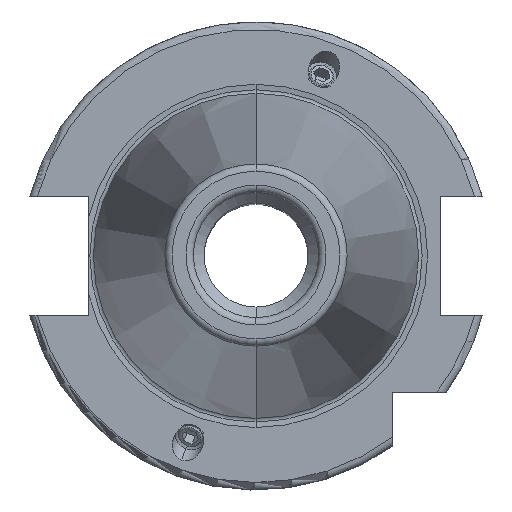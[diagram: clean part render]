
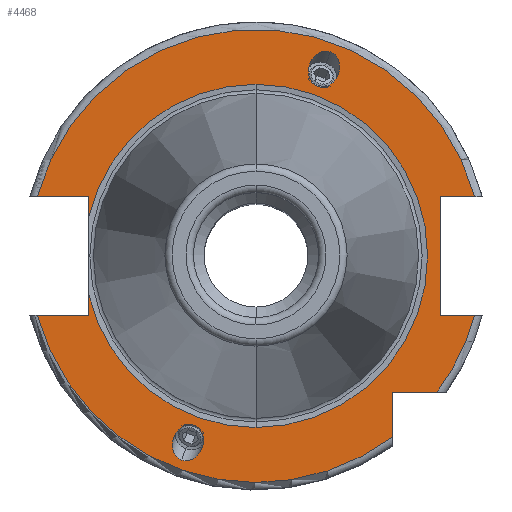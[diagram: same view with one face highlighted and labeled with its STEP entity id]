
A CAD part, top view. The second image highlights one B-rep face of the part: STEP entity #4468.
In plain terms, the highlighted planar face has unit normal (0, 0, 1).
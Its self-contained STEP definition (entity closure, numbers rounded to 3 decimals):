
#1255=DIRECTION('',(1,0,0));
#1256=VECTOR('',#1255,7.004);
#1257=CARTESIAN_POINT('',(-29.704,-8.05,18.1));
#1258=LINE('',#1257,#1256);
#1259=DIRECTION('',(0,1,0));
#1260=VECTOR('',#1259,2.753);
#1261=CARTESIAN_POINT('',(-22.7,-8.05,18.1));
#1262=LINE('',#1261,#1260);
#1263=DIRECTION('',(0,1,0));
#1264=VECTOR('',#1263,2.753);
#1265=CARTESIAN_POINT('',(-22.7,5.297,18.1));
#1266=LINE('',#1265,#1264);
#1267=DIRECTION('',(1,0,0));
#1268=VECTOR('',#1267,7.004);
#1269=CARTESIAN_POINT('',(-29.704,8.05,18.1));
#1270=LINE('',#1269,#1268);
#1271=DIRECTION('',(-1,0,0));
#1272=VECTOR('',#1271,4.704);
#1273=CARTESIAN_POINT('',(29.704,8.05,18.1));
#1274=LINE('',#1273,#1272);
#1275=DIRECTION('',(0,-1,0));
#1276=VECTOR('',#1275,16.1);
#1277=CARTESIAN_POINT('',(25,8.05,18.1));
#1278=LINE('',#1277,#1276);
#1279=DIRECTION('',(-1,0,0));
#1280=VECTOR('',#1279,4.704);
#1281=CARTESIAN_POINT('',(29.704,-8.05,18.1));
#1282=LINE('',#1281,#1280);
#1283=CARTESIAN_POINT('',(0,0,18.1));
#1284=DIRECTION('',(0,0,1));
#1285=DIRECTION('',(0.799,-0.601,0));
#1286=AXIS2_PLACEMENT_3D('',#1283,#1284,#1285);
#1288=DIRECTION('',(-1,0,0));
#1289=VECTOR('',#1288,6.094);
#1290=CARTESIAN_POINT('',(24.594,-18.5,18.1));
#1291=LINE('',#1290,#1289);
#1292=DIRECTION('',(0,1,0));
#1293=VECTOR('',#1292,6.094);
#1294=CARTESIAN_POINT('',(18.5,-24.594,18.1));
#1295=LINE('',#1294,#1293);
#1296=CARTESIAN_POINT('',(10.09,27.723,18.1));
#1297=CARTESIAN_POINT('',(9.863,27.806,18.1));
#1298=CARTESIAN_POINT('',(9.337,27.884,18.1));
#1299=CARTESIAN_POINT('',(8.455,27.594,18.1));
#1300=CARTESIAN_POINT('',(7.834,27.033,18.1));
#1301=CARTESIAN_POINT('',(7.483,26.49,18.1));
#1302=CARTESIAN_POINT('',(7.298,26.077,18.1));
#1303=CARTESIAN_POINT('',(7.174,25.641,18.1));
#1304=CARTESIAN_POINT('',(7.094,25.,18.1));
#1305=CARTESIAN_POINT('',(7.208,24.17,18.1));
#1306=CARTESIAN_POINT('',(7.698,23.381,18.1));
#1307=CARTESIAN_POINT('',(8.152,23.103,18.1));
#1308=CARTESIAN_POINT('',(8.379,23.02,18.1));
#1310=CARTESIAN_POINT('',(8.379,23.02,18.1));
#1311=CARTESIAN_POINT('',(8.606,22.937,18.1));
#1312=CARTESIAN_POINT('',(9.133,22.859,18.1));
#1313=CARTESIAN_POINT('',(10.014,23.149,18.1));
#1314=CARTESIAN_POINT('',(10.635,23.711,18.1));
#1315=CARTESIAN_POINT('',(10.986,24.253,18.1));
#1316=CARTESIAN_POINT('',(11.171,24.667,18.1));
#1317=CARTESIAN_POINT('',(11.295,25.103,18.1));
#1318=CARTESIAN_POINT('',(11.375,25.744,18.1));
#1319=CARTESIAN_POINT('',(11.261,26.573,18.1));
#1320=CARTESIAN_POINT('',(10.771,27.362,18.1));
#1321=CARTESIAN_POINT('',(10.318,27.641,18.1));
#1322=CARTESIAN_POINT('',(10.09,27.723,18.1));
#1324=CARTESIAN_POINT('',(-10.09,-27.723,18.1));
#1325=CARTESIAN_POINT('',(-10.318,-27.641,18.1));
#1326=CARTESIAN_POINT('',(-10.771,-27.362,18.1));
#1327=CARTESIAN_POINT('',(-11.261,-26.573,18.1));
#1328=CARTESIAN_POINT('',(-11.375,-25.744,18.1));
#1329=CARTESIAN_POINT('',(-11.295,-25.103,18.1));
#1330=CARTESIAN_POINT('',(-11.171,-24.667,18.1));
#1331=CARTESIAN_POINT('',(-10.986,-24.253,18.1));
#1332=CARTESIAN_POINT('',(-10.635,-23.711,18.1));
#1333=CARTESIAN_POINT('',(-10.014,-23.149,18.1));
#1334=CARTESIAN_POINT('',(-9.133,-22.859,18.1));
#1335=CARTESIAN_POINT('',(-8.606,-22.937,18.1));
#1336=CARTESIAN_POINT('',(-8.379,-23.02,18.1));
#1338=CARTESIAN_POINT('',(-8.379,-23.02,18.1));
#1339=CARTESIAN_POINT('',(-8.152,-23.103,18.1));
#1340=CARTESIAN_POINT('',(-7.698,-23.381,18.1));
#1341=CARTESIAN_POINT('',(-7.208,-24.17,18.1));
#1342=CARTESIAN_POINT('',(-7.094,-25.,18.1));
#1343=CARTESIAN_POINT('',(-7.174,-25.641,18.1));
#1344=CARTESIAN_POINT('',(-7.298,-26.077,18.1));
#1345=CARTESIAN_POINT('',(-7.483,-26.49,18.1));
#1346=CARTESIAN_POINT('',(-7.834,-27.033,18.1));
#1347=CARTESIAN_POINT('',(-8.455,-27.594,18.1));
#1348=CARTESIAN_POINT('',(-9.337,-27.884,18.1));
#1349=CARTESIAN_POINT('',(-9.863,-27.806,18.1));
#1350=CARTESIAN_POINT('',(-10.09,-27.723,18.1));
#1360=CARTESIAN_POINT('',(0,0,18.1));
#1361=DIRECTION('',(0,0,1));
#1362=DIRECTION('',(0,1,0));
#1363=AXIS2_PLACEMENT_3D('',#1360,#1361,#1362);
#1373=CARTESIAN_POINT('',(0,0,18.1));
#1374=DIRECTION('',(0,0,1));
#1375=DIRECTION('',(-0.974,-0.227,0));
#1376=AXIS2_PLACEMENT_3D('',#1373,#1374,#1375);
#1378=CARTESIAN_POINT('',(0,0,18.1));
#1379=DIRECTION('',(0,0,-1));
#1380=DIRECTION('',(0,1,0));
#1381=AXIS2_PLACEMENT_3D('',#1378,#1379,#1380);
#2180=CARTESIAN_POINT('',(0,0,18.1));
#2181=DIRECTION('',(0,0,1));
#2182=DIRECTION('',(0.965,0.262,0));
#2183=AXIS2_PLACEMENT_3D('',#2180,#2181,#2182);
#2231=CARTESIAN_POINT('',(0,0,18.1));
#2232=DIRECTION('',(0,0,1));
#2233=DIRECTION('',(-0.965,-0.262,0));
#2234=AXIS2_PLACEMENT_3D('',#2231,#2232,#2233);
#2910=CARTESIAN_POINT('',(-29.704,-8.05,18.1));
#2911=CARTESIAN_POINT('',(-22.7,-8.05,18.1));
#2912=VERTEX_POINT('',#2910);
#2913=VERTEX_POINT('',#2911);
#2914=CARTESIAN_POINT('',(-22.7,-5.297,18.1));
#2915=VERTEX_POINT('',#2914);
#2916=CARTESIAN_POINT('',(-22.7,5.297,18.1));
#2917=CARTESIAN_POINT('',(-22.7,8.05,18.1));
#2918=VERTEX_POINT('',#2916);
#2919=VERTEX_POINT('',#2917);
#2920=CARTESIAN_POINT('',(-29.704,8.05,18.1));
#2921=VERTEX_POINT('',#2920);
#2922=CARTESIAN_POINT('',(25,8.05,18.1));
#2923=CARTESIAN_POINT('',(25,-8.05,18.1));
#2924=VERTEX_POINT('',#2922);
#2925=VERTEX_POINT('',#2923);
#2926=CARTESIAN_POINT('',(29.704,-8.05,18.1));
#2927=VERTEX_POINT('',#2926);
#2928=CARTESIAN_POINT('',(29.704,8.05,18.1));
#2929=VERTEX_POINT('',#2928);
#2930=CARTESIAN_POINT('',(18.5,-24.594,18.1));
#2931=CARTESIAN_POINT('',(18.5,-18.5,18.1));
#2932=VERTEX_POINT('',#2930);
#2933=VERTEX_POINT('',#2931);
#2934=CARTESIAN_POINT('',(24.594,-18.5,18.1));
#2935=VERTEX_POINT('',#2934);
#3022=VERTEX_POINT('',#1296);
#3023=VERTEX_POINT('',#1308);
#3073=CARTESIAN_POINT('',(-10.09,-27.723,18.1));
#3075=VERTEX_POINT('',#3073);
#3080=CARTESIAN_POINT('',(-8.379,-23.02,18.1));
#3081=VERTEX_POINT('',#3080);
#3128=CARTESIAN_POINT('',(0,23.31,18.1));
#3129=VERTEX_POINT('',#3128);
#3130=CARTESIAN_POINT('',(0,-23.31,18.1));
#3131=VERTEX_POINT('',#3130);
#4427=CARTESIAN_POINT('',(0,0,18.1));
#4428=DIRECTION('',(0,0,-1));
#4429=DIRECTION('',(0,-1,0));
#4430=AXIS2_PLACEMENT_3D('',#4427,#4428,#4429);
#4431=PLANE('',#4430);
#4432=ORIENTED_EDGE('',*,*,#4297,.T.);
#4433=ORIENTED_EDGE('',*,*,#4321,.T.);
#4435=ORIENTED_EDGE('',*,*,#4434,.T.);
#4437=ORIENTED_EDGE('',*,*,#4436,.F.);
#4439=ORIENTED_EDGE('',*,*,#4438,.T.);
#4440=ORIENTED_EDGE('',*,*,#4317,.T.);
#4441=ORIENTED_EDGE('',*,*,#4344,.F.);
#4443=ORIENTED_EDGE('',*,*,#4442,.F.);
#4444=ORIENTED_EDGE('',*,*,#4393,.T.);
#4445=ORIENTED_EDGE('',*,*,#4415,.T.);
#4446=ORIENTED_EDGE('',*,*,#3551,.F.);
#4448=ORIENTED_EDGE('',*,*,#4447,.F.);
#4449=ORIENTED_EDGE('',*,*,#4149,.T.);
#4451=ORIENTED_EDGE('',*,*,#4450,.F.);
#4453=ORIENTED_EDGE('',*,*,#4452,.F.);
#4454=EDGE_LOOP('',(#4432,#4433,#4435,#4437,#4439,#4440,#4441,#4443,#4444,#4445,
#4446,#4448,#4449,#4451,#4453));
#4455=FACE_OUTER_BOUND('',#4454,.F.);
#4457=ORIENTED_EDGE('',*,*,#4456,.T.);
#4459=ORIENTED_EDGE('',*,*,#4458,.T.);
#4460=EDGE_LOOP('',(#4457,#4459));
#4461=FACE_BOUND('',#4460,.F.);
#4463=ORIENTED_EDGE('',*,*,#4462,.F.);
#4465=ORIENTED_EDGE('',*,*,#4464,.F.);
#4466=EDGE_LOOP('',(#4463,#4465));
#4467=FACE_BOUND('',#4466,.F.);
#4468=ADVANCED_FACE('',(#4455,#4461,#4467),#4431,.F.);
#1287=CIRCLE('',#1286,30.775);
#1309=B_SPLINE_CURVE_WITH_KNOTS('',3,(#1296,#1297,#1298,#1299,#1300,#1301,#1302,
#1303,#1304,#1305,#1306,#1307,#1308),.UNSPECIFIED.,.F.,.F.,(4,1,1,1,1,1,1,1,1,1,
4),(0,0.125,0.25,0.375,0.438,0.5,0.563,0.625,0.75,0.875,
1.0),.UNSPECIFIED.);
#1323=B_SPLINE_CURVE_WITH_KNOTS('',3,(#1310,#1311,#1312,#1313,#1314,#1315,#1316,
#1317,#1318,#1319,#1320,#1321,#1322),.UNSPECIFIED.,.F.,.F.,(4,1,1,1,1,1,1,1,1,1,
4),(0,0.125,0.25,0.375,0.438,0.5,0.563,0.625,0.75,0.875,
1.0),.UNSPECIFIED.);
#1337=B_SPLINE_CURVE_WITH_KNOTS('',3,(#1324,#1325,#1326,#1327,#1328,#1329,#1330,
#1331,#1332,#1333,#1334,#1335,#1336),.UNSPECIFIED.,.F.,.F.,(4,1,1,1,1,1,1,1,1,1,
4),(0,0.125,0.25,0.375,0.438,0.5,0.563,0.625,0.75,0.875,
1.0),.UNSPECIFIED.);
#1351=B_SPLINE_CURVE_WITH_KNOTS('',3,(#1338,#1339,#1340,#1341,#1342,#1343,#1344,
#1345,#1346,#1347,#1348,#1349,#1350),.UNSPECIFIED.,.F.,.F.,(4,1,1,1,1,1,1,1,1,1,
4),(0,0.125,0.25,0.375,0.438,0.5,0.563,0.625,0.75,0.875,
1.0),.UNSPECIFIED.);
#1364=CIRCLE('',#1363,23.31);
#1377=CIRCLE('',#1376,23.31);
#1382=CIRCLE('',#1381,23.31);
#2184=CIRCLE('',#2183,30.775);
#2235=CIRCLE('',#2234,30.775);
#3551=EDGE_CURVE('',#2927,#2925,#1282,.T.);
#4149=EDGE_CURVE('',#2935,#2933,#1291,.T.);
#4297=EDGE_CURVE('',#2912,#2913,#1258,.T.);
#4317=EDGE_CURVE('',#2918,#2919,#1266,.T.);
#4321=EDGE_CURVE('',#2913,#2915,#1262,.T.);
#4344=EDGE_CURVE('',#2921,#2919,#1270,.T.);
#4393=EDGE_CURVE('',#2929,#2924,#1274,.T.);
#4415=EDGE_CURVE('',#2924,#2925,#1278,.T.);
#4434=EDGE_CURVE('',#2915,#3131,#1377,.T.);
#4436=EDGE_CURVE('',#3129,#3131,#1382,.T.);
#4438=EDGE_CURVE('',#3129,#2918,#1364,.T.);
#4442=EDGE_CURVE('',#2929,#2921,#2184,.T.);
#4447=EDGE_CURVE('',#2935,#2927,#1287,.T.);
#4450=EDGE_CURVE('',#2932,#2933,#1295,.T.);
#4452=EDGE_CURVE('',#2912,#2932,#2235,.T.);
#4456=EDGE_CURVE('',#3022,#3023,#1309,.T.);
#4458=EDGE_CURVE('',#3023,#3022,#1323,.T.);
#4462=EDGE_CURVE('',#3075,#3081,#1337,.T.);
#4464=EDGE_CURVE('',#3081,#3075,#1351,.T.);
